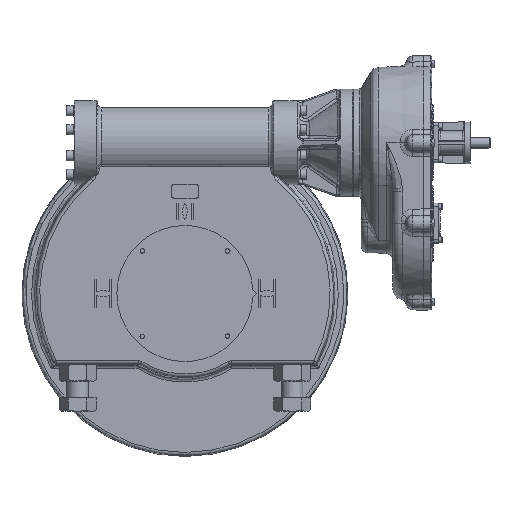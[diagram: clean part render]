
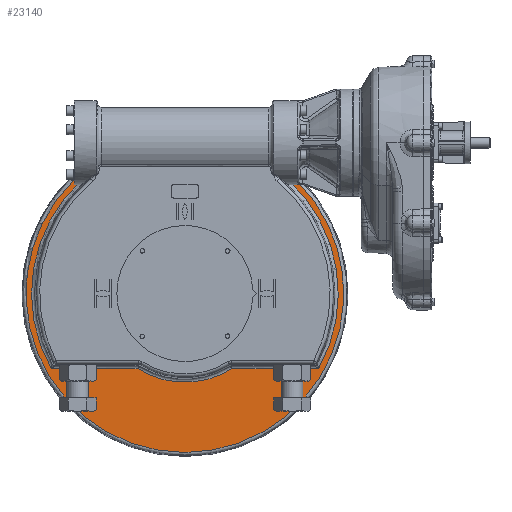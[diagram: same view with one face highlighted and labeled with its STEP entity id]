
A CAD part, front view. The second image highlights one B-rep face of the part: STEP entity #23140.
In plain terms, the highlighted planar face has unit normal (0, -1, 0).
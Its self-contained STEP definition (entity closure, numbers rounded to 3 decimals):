
#1166=LINE('',#42232,#2479);
#1167=LINE('',#42258,#2480);
#1168=LINE('',#42270,#2481);
#1169=LINE('',#42297,#2482);
#1170=LINE('',#42518,#2483);
#1171=LINE('',#42522,#2484);
#2479=VECTOR('',#29454,1000.);
#2480=VECTOR('',#29457,1000.);
#2481=VECTOR('',#29466,1000.);
#2482=VECTOR('',#29473,1000.);
#2483=VECTOR('',#29490,1000.);
#2484=VECTOR('',#29495,1000.);
#3687=B_SPLINE_CURVE_WITH_KNOTS('',3,(#42262,#42263,#42264,#42265,#42266),
 .UNSPECIFIED.,.F.,.F.,(4,1,4),(0.,0.001,0.002),
 .UNSPECIFIED.);
#3690=B_SPLINE_CURVE_WITH_KNOTS('',3,(#42301,#42302,#42303,#42304,#42305),
 .UNSPECIFIED.,.F.,.F.,(4,1,4),(0.,0.001,0.002),
 .UNSPECIFIED.);
#3696=B_SPLINE_CURVE_WITH_KNOTS('',3,(#42566,#42567,#42568,#42569),
 .UNSPECIFIED.,.F.,.F.,(4,4),(0.,1.),.UNSPECIFIED.);
#3725=B_SPLINE_CURVE_WITH_KNOTS('',3,(#43274,#43275,#43276,#43277),
 .UNSPECIFIED.,.F.,.F.,(4,4),(0.,1.),.UNSPECIFIED.);
#7749=ORIENTED_EDGE('',*,*,#12722,.F.);
#7750=ORIENTED_EDGE('',*,*,#12720,.T.);
#7751=ORIENTED_EDGE('',*,*,#12718,.T.);
#7752=ORIENTED_EDGE('',*,*,#12744,.T.);
#7753=ORIENTED_EDGE('',*,*,#12815,.T.);
#7754=ORIENTED_EDGE('',*,*,#12739,.T.);
#7755=ORIENTED_EDGE('',*,*,#12813,.T.);
#7756=ORIENTED_EDGE('',*,*,#12737,.T.);
#7757=ORIENTED_EDGE('',*,*,#12809,.T.);
#7758=ORIENTED_EDGE('',*,*,#12797,.T.);
#7759=ORIENTED_EDGE('',*,*,#12716,.T.);
#7760=ORIENTED_EDGE('',*,*,#12728,.T.);
#7761=ORIENTED_EDGE('',*,*,#12726,.F.);
#7762=ORIENTED_EDGE('',*,*,#12724,.T.);
#12716=EDGE_CURVE('',#15498,#15499,#1166,.T.);
#12718=EDGE_CURVE('',#15501,#15500,#1167,.T.);
#12720=EDGE_CURVE('',#15502,#15501,#3687,.T.);
#12722=EDGE_CURVE('',#15502,#15503,#1168,.F.);
#12724=EDGE_CURVE('',#15504,#15503,#17107,.T.);
#12726=EDGE_CURVE('',#15504,#15505,#1169,.T.);
#12728=EDGE_CURVE('',#15499,#15505,#3690,.T.);
#12737=EDGE_CURVE('',#15507,#15506,#1170,.T.);
#12739=EDGE_CURVE('',#15508,#15509,#1171,.T.);
#12744=EDGE_CURVE('',#15500,#15510,#3696,.T.);
#12797=EDGE_CURVE('',#15543,#15498,#3725,.T.);
#12809=EDGE_CURVE('',#15506,#15543,#17149,.F.);
#12813=EDGE_CURVE('',#15509,#15507,#17152,.F.);
#12815=EDGE_CURVE('',#15510,#15508,#17153,.F.);
#15498=VERTEX_POINT('',#42220);
#15499=VERTEX_POINT('',#42231);
#15500=VERTEX_POINT('',#42257);
#15501=VERTEX_POINT('',#42259);
#15502=VERTEX_POINT('',#42267);
#15503=VERTEX_POINT('',#42271);
#15504=VERTEX_POINT('',#42284);
#15505=VERTEX_POINT('',#42298);
#15506=VERTEX_POINT('',#42517);
#15507=VERTEX_POINT('',#42519);
#15508=VERTEX_POINT('',#42523);
#15509=VERTEX_POINT('',#42524);
#15510=VERTEX_POINT('',#42565);
#15543=VERTEX_POINT('',#43273);
#17107=CIRCLE('',#25140,474.073);
#17149=CIRCLE('',#25198,457.546);
#17152=CIRCLE('',#25203,264.546);
#17153=CIRCLE('',#25206,457.546);
#18624=EDGE_LOOP('',(#7749,#7750,#7751,#7752,#7753,#7754,#7755,#7756,#7757,
#7758,#7759,#7760,#7761,#7762));
#20557=FACE_BOUND('',#18624,.T.);
#21897=PLANE('',#25207);
#23140=ADVANCED_FACE('',(#20557),#21897,.T.);
#25140=AXIS2_PLACEMENT_3D('',#42283,#29469,#29470);
#25198=AXIS2_PLACEMENT_3D('',#43554,#29588,#29589);
#25203=AXIS2_PLACEMENT_3D('',#43566,#29598,#29599);
#25206=AXIS2_PLACEMENT_3D('',#43576,#29604,#29605);
#25207=AXIS2_PLACEMENT_3D('',#43577,#29606,#29607);
#29454=DIRECTION('',(0.,0.,1.));
#29457=DIRECTION('',(0.,0.,-1.));
#29466=DIRECTION('',(-1.,0.,0.));
#29469=DIRECTION('',(0.,-1.,0.));
#29470=DIRECTION('',(1.,0.,0.));
#29473=DIRECTION('',(1.,0.,0.));
#29490=DIRECTION('',(-1.,0.,0.));
#29495=DIRECTION('',(-1.,0.,0.));
#29588=DIRECTION('',(0.,-1.,0.));
#29589=DIRECTION('',(1.,0.,0.));
#29598=DIRECTION('',(0.,-1.,0.));
#29599=DIRECTION('',(1.,0.,0.));
#29604=DIRECTION('',(0.,-1.,0.));
#29605=DIRECTION('',(1.,0.,0.));
#29606=DIRECTION('',(0.,-1.,0.));
#29607=DIRECTION('',(1.,0.,0.));
#42220=CARTESIAN_POINT('',(-310.,-65.,337.018));
#42231=CARTESIAN_POINT('',(-310.,-65.,339.203));
#42232=CARTESIAN_POINT('',(-310.,-65.,450.));
#42257=CARTESIAN_POINT('',(310.,-65.,337.018));
#42258=CARTESIAN_POINT('',(310.,-65.,-486.));
#42259=CARTESIAN_POINT('',(310.,-65.,339.203));
#42262=CARTESIAN_POINT('',(311.,-65.,338.067));
#42263=CARTESIAN_POINT('',(310.717,-65.,338.067));
#42264=CARTESIAN_POINT('',(310.183,-65.,338.357));
#42265=CARTESIAN_POINT('',(310.,-65.,338.921));
#42266=CARTESIAN_POINT('',(310.,-65.,339.203));
#42267=CARTESIAN_POINT('',(311.,-65.,338.067));
#42270=CARTESIAN_POINT('',(1775.493,-65.,338.067));
#42271=CARTESIAN_POINT('',(332.349,-65.,338.067));
#42283=CARTESIAN_POINT('',(0.,-65.,0.));
#42284=CARTESIAN_POINT('',(-332.349,-65.,338.067));
#42297=CARTESIAN_POINT('',(-1775.493,-65.,338.067));
#42298=CARTESIAN_POINT('',(-311.,-65.,338.067));
#42301=CARTESIAN_POINT('',(-310.,-65.,339.203));
#42302=CARTESIAN_POINT('',(-310.,-65.,338.921));
#42303=CARTESIAN_POINT('',(-310.182,-65.,338.359));
#42304=CARTESIAN_POINT('',(-310.716,-65.,338.067));
#42305=CARTESIAN_POINT('',(-311.,-65.,338.067));
#42517=CARTESIAN_POINT('',(-398.657,-65.,-224.546));
#42518=CARTESIAN_POINT('',(-392.972,-65.,-224.546));
#42519=CARTESIAN_POINT('',(-139.87,-65.,-224.546));
#42522=CARTESIAN_POINT('',(137.081,-65.,-224.546));
#42523=CARTESIAN_POINT('',(398.657,-65.,-224.546));
#42524=CARTESIAN_POINT('',(139.87,-65.,-224.546));
#42565=CARTESIAN_POINT('',(309.463,-65.,337.018));
#42566=CARTESIAN_POINT('',(310.,-65.,337.018));
#42567=CARTESIAN_POINT('',(309.821,-65.,337.018));
#42568=CARTESIAN_POINT('',(309.642,-65.,337.018));
#42569=CARTESIAN_POINT('',(309.463,-65.,337.018));
#43273=CARTESIAN_POINT('',(-309.463,-65.,337.018));
#43274=CARTESIAN_POINT('',(-309.463,-65.,337.018));
#43275=CARTESIAN_POINT('',(-309.642,-65.,337.018));
#43276=CARTESIAN_POINT('',(-309.821,-65.,337.018));
#43277=CARTESIAN_POINT('',(-310.,-65.,337.018));
#43554=CARTESIAN_POINT('',(0.,-65.,0.));
#43566=CARTESIAN_POINT('',(0.,-65.,0.));
#43576=CARTESIAN_POINT('',(0.,-65.,0.));
#43577=CARTESIAN_POINT('',(0.,-65.,-486.));
